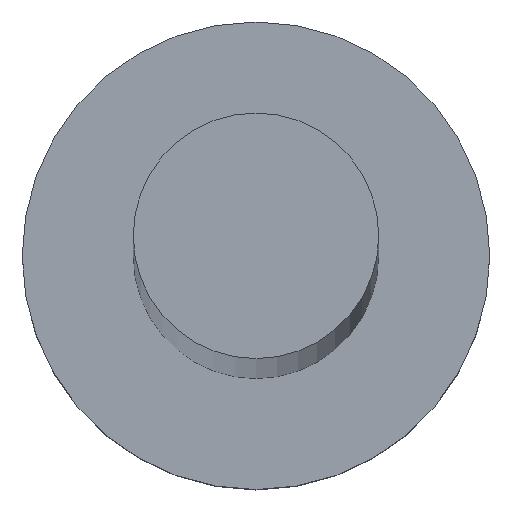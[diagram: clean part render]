
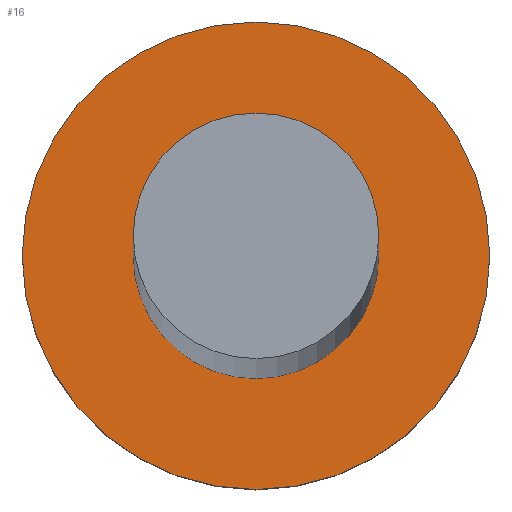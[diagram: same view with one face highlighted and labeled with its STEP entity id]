
A CAD part, top view. The second image highlights one B-rep face of the part: STEP entity #16.
In plain terms, the highlighted planar face has unit normal (0, 0, 1).
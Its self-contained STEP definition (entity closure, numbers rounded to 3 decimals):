
#5 = CARTESIAN_POINT ( 'NONE',  ( 2.1, 0., 4. ) ) ;
#8 = CARTESIAN_POINT ( 'NONE',  ( 0., 0., 4. ) ) ;
#9 = CIRCLE ( 'NONE', #240, 4. ) ;
#10 = DIRECTION ( 'NONE',  ( 0., 0., 1. ) ) ;
#11 = AXIS2_PLACEMENT_3D ( 'NONE', #255, #116, #74 ) ;
#12 = CARTESIAN_POINT ( 'NONE',  ( 0., 0., 4. ) ) ;
#16 = ADVANCED_FACE ( 'NONE', ( #66, #82 ), #192, .T. ) ;
#26 = EDGE_CURVE ( 'NONE', #118, #95, #142, .T. ) ;
#37 = CIRCLE ( 'NONE', #90, 2.1 ) ;
#43 = VERTEX_POINT ( 'NONE', #174 ) ;
#55 = EDGE_LOOP ( 'NONE', ( #179, #183 ) ) ;
#58 = VERTEX_POINT ( 'NONE', #109 ) ;
#66 = FACE_BOUND ( 'NONE', #229, .T. ) ;
#74 = DIRECTION ( 'NONE',  ( 1., 0., 0. ) ) ;
#76 = ORIENTED_EDGE ( 'NONE', *, *, #26, .F. ) ;
#81 = EDGE_CURVE ( 'NONE', #43, #58, #9, .T. ) ;
#82 = FACE_OUTER_BOUND ( 'NONE', #55, .T. ) ;
#86 = DIRECTION ( 'NONE',  ( 1., 0., 0. ) ) ;
#90 = AXIS2_PLACEMENT_3D ( 'NONE', #242, #222, #159 ) ;
#95 = VERTEX_POINT ( 'NONE', #5 ) ;
#97 = EDGE_CURVE ( 'NONE', #95, #118, #37, .T. ) ;
#109 = CARTESIAN_POINT ( 'NONE',  ( -4., 0., 4. ) ) ;
#116 = DIRECTION ( 'NONE',  ( 0., 0., 1. ) ) ;
#118 = VERTEX_POINT ( 'NONE', #200 ) ;
#127 = DIRECTION ( 'NONE',  ( 1., 0., 0. ) ) ;
#129 = EDGE_CURVE ( 'NONE', #58, #43, #153, .T. ) ;
#142 = CIRCLE ( 'NONE', #185, 2.1 ) ;
#148 = DIRECTION ( 'NONE',  ( 0., 0., 1. ) ) ;
#153 = CIRCLE ( 'NONE', #11, 4. ) ;
#159 = DIRECTION ( 'NONE',  ( 1., 0., 0. ) ) ;
#174 = CARTESIAN_POINT ( 'NONE',  ( 4., 0., 4. ) ) ;
#175 = CARTESIAN_POINT ( 'NONE',  ( 0., 0., 4. ) ) ;
#179 = ORIENTED_EDGE ( 'NONE', *, *, #129, .T. ) ;
#183 = ORIENTED_EDGE ( 'NONE', *, *, #81, .T. ) ;
#185 = AXIS2_PLACEMENT_3D ( 'NONE', #175, #148, #127 ) ;
#192 = PLANE ( 'NONE',  #228 ) ;
#195 = DIRECTION ( 'NONE',  ( 0., 0., 1. ) ) ;
#200 = CARTESIAN_POINT ( 'NONE',  ( -2.1, 0., 4. ) ) ;
#207 = DIRECTION ( 'NONE',  ( 1., 0., 0. ) ) ;
#222 = DIRECTION ( 'NONE',  ( 0., 0., 1. ) ) ;
#228 = AXIS2_PLACEMENT_3D ( 'NONE', #8, #10, #86 ) ;
#229 = EDGE_LOOP ( 'NONE', ( #76, #254 ) ) ;
#240 = AXIS2_PLACEMENT_3D ( 'NONE', #12, #195, #207 ) ;
#242 = CARTESIAN_POINT ( 'NONE',  ( 0., 0., 4. ) ) ;
#254 = ORIENTED_EDGE ( 'NONE', *, *, #97, .F. ) ;
#255 = CARTESIAN_POINT ( 'NONE',  ( 0., 0., 4. ) ) ;
